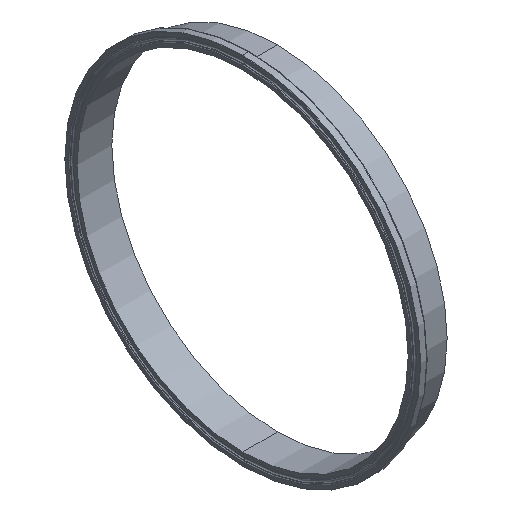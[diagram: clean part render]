
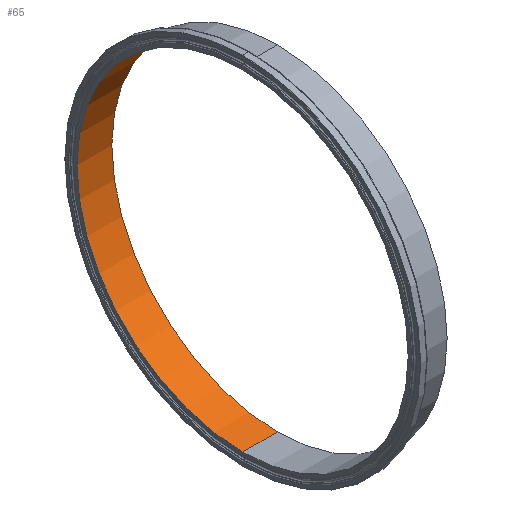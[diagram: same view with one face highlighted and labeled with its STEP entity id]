
A CAD part, isometric view. The second image highlights one B-rep face of the part: STEP entity #65.
In plain terms, the highlighted cylindrical face has radius 133.15 mm (diameter 266.3 mm), a partial arc.
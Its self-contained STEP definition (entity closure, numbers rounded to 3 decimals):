
#25 = CARTESIAN_POINT ( 'NONE',  ( 28., 0., -133.15 ) ) ;
#41 = DIRECTION ( 'NONE',  ( -1., 0., 0. ) ) ;
#65 = ADVANCED_FACE ( 'NONE', ( #278 ), #438, .F. ) ;
#109 = CARTESIAN_POINT ( 'NONE',  ( 0., 0., -133.15 ) ) ;
#112 = VERTEX_POINT ( 'NONE', #390 ) ;
#114 = CARTESIAN_POINT ( 'NONE',  ( 0., 0., 0. ) ) ;
#124 = DIRECTION ( 'NONE',  ( -1., 0., 0. ) ) ;
#156 = ORIENTED_EDGE ( 'NONE', *, *, #355, .T. ) ;
#181 = DIRECTION ( 'NONE',  ( 0., 0., 1. ) ) ;
#218 = EDGE_CURVE ( 'NONE', #577, #365, #318, .T. ) ;
#231 = CARTESIAN_POINT ( 'NONE',  ( 0., 0., 133.15 ) ) ;
#264 = CIRCLE ( 'NONE', #563, 133.15 ) ;
#278 = FACE_OUTER_BOUND ( 'NONE', #673, .T. ) ;
#318 = CIRCLE ( 'NONE', #547, 133.15 ) ;
#342 = CARTESIAN_POINT ( 'NONE',  ( 28., 0., 0. ) ) ;
#355 = EDGE_CURVE ( 'NONE', #112, #382, #264, .T. ) ;
#365 = VERTEX_POINT ( 'NONE', #25 ) ;
#371 = DIRECTION ( 'NONE',  ( 0., 0., 1. ) ) ;
#382 = VERTEX_POINT ( 'NONE', #586 ) ;
#390 = CARTESIAN_POINT ( 'NONE',  ( 0., 0., 133.15 ) ) ;
#400 = ORIENTED_EDGE ( 'NONE', *, *, #218, .F. ) ;
#438 = CYLINDRICAL_SURFACE ( 'NONE', #536, 133.15 ) ;
#455 = LINE ( 'NONE', #231, #587 ) ;
#468 = DIRECTION ( 'NONE',  ( -1., 0., 0. ) ) ;
#523 = DIRECTION ( 'NONE',  ( -1., 0., 0. ) ) ;
#536 = AXIS2_PLACEMENT_3D ( 'NONE', #745, #41, #741 ) ;
#547 = AXIS2_PLACEMENT_3D ( 'NONE', #342, #468, #181 ) ;
#563 = AXIS2_PLACEMENT_3D ( 'NONE', #114, #523, #371 ) ;
#573 = DIRECTION ( 'NONE',  ( -1., 0., 0. ) ) ;
#577 = VERTEX_POINT ( 'NONE', #733 ) ;
#586 = CARTESIAN_POINT ( 'NONE',  ( 0., 0., -133.15 ) ) ;
#587 = VECTOR ( 'NONE', #573, 1000. ) ;
#596 = ORIENTED_EDGE ( 'NONE', *, *, #658, .F. ) ;
#652 = VECTOR ( 'NONE', #124, 1000. ) ;
#658 = EDGE_CURVE ( 'NONE', #365, #382, #754, .T. ) ;
#664 = EDGE_CURVE ( 'NONE', #577, #112, #455, .T. ) ;
#673 = EDGE_LOOP ( 'NONE', ( #596, #400, #743, #156 ) ) ;
#733 = CARTESIAN_POINT ( 'NONE',  ( 28., 0., 133.15 ) ) ;
#741 = DIRECTION ( 'NONE',  ( 0., 0., 1. ) ) ;
#743 = ORIENTED_EDGE ( 'NONE', *, *, #664, .T. ) ;
#745 = CARTESIAN_POINT ( 'NONE',  ( 0., 0., 0. ) ) ;
#754 = LINE ( 'NONE', #109, #652 ) ;
